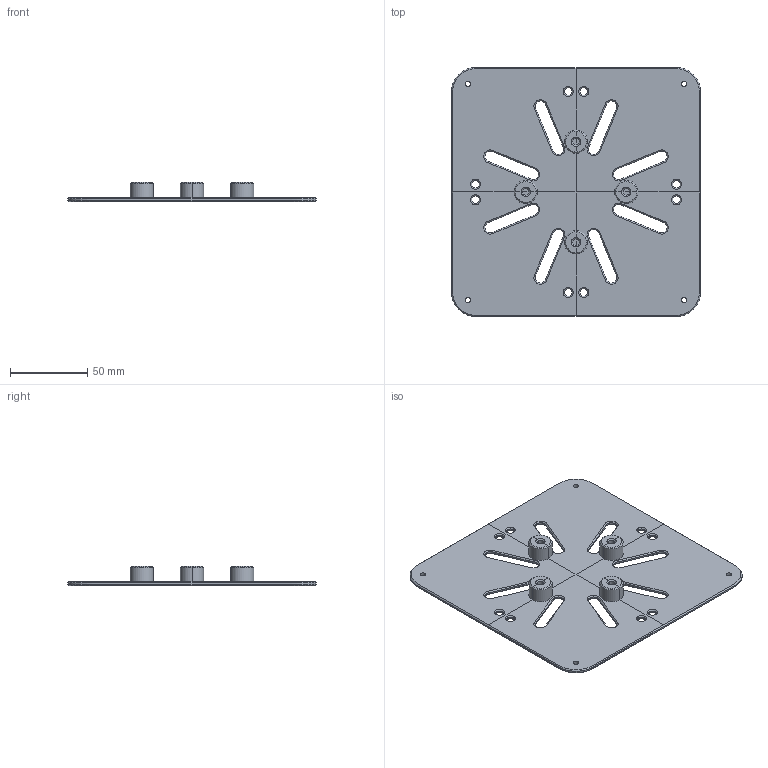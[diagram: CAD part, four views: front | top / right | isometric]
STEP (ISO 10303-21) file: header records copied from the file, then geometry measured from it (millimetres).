
FILE_DESCRIPTION(('FreeCAD Model'),'2;1');
FILE_NAME('Open CASCADE Shape Model','2023-09-21T09:49:24',('Author'),( ''),'Open CASCADE STEP processor 7.6','FreeCAD','Unknown');
FILE_SCHEMA(('AUTOMOTIVE_DESIGN { 1 0 10303 214 1 1 1 1 }'));
Length unit declared in the file: millimetre
Products named in the file (5): electronics_case_top; Body007; Clone007 (Mirror #6); Clone009 (Mirror #7); Clone008 (Mirror #8)
Assembly tree (4 placements, depth 2):
  electronics_case_top
    Body007
    Clone007 (Mirror #6)
    Clone009 (Mirror #7)
    Clone008 (Mirror #8)
Bounding box: 161 x 161 x 12.5 mm (x, y, z)
Volume: 64391.6 mm3; surface area: 54242.1 mm2
Topology: 4 solids, 4 shells, 240 faces, 568 edges, 336 vertices
Faces by surface type: plane 120, cone 72, cylinder 48
Full cylindrical faces by diameter (mm): 3.5 x4, 5 x8
Entity records: 6954 total; most frequent: DIRECTION 1226, CARTESIAN_POINT 1149, ORIENTED_EDGE 1136, EDGE_CURVE 568, AXIS2_PLACEMENT_3D 413, LINE 400, VECTOR 400, VERTEX_POINT 336
